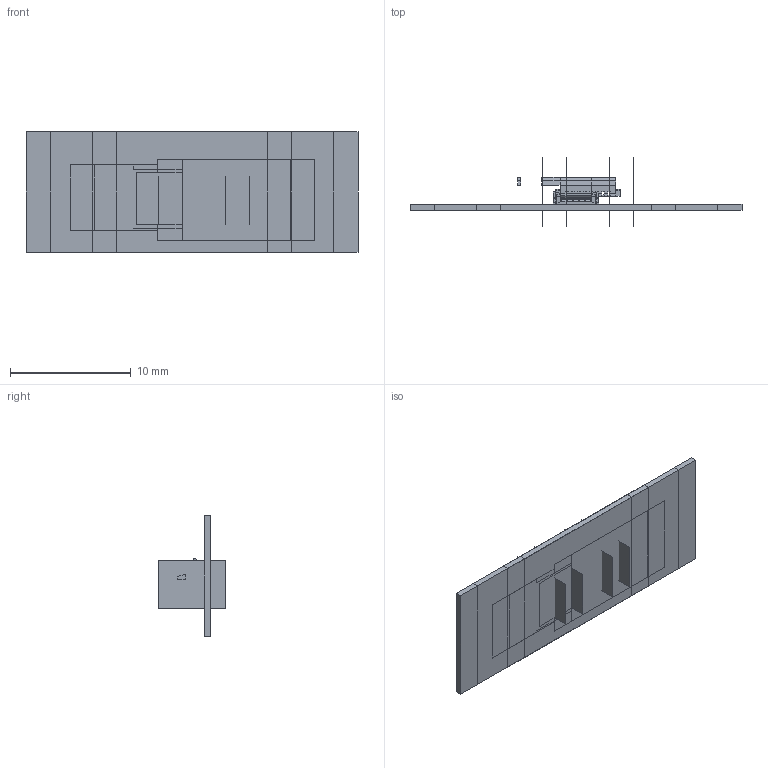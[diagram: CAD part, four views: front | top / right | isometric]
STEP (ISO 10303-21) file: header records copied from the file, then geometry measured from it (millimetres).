
FILE_DESCRIPTION((''),'2;1');
FILE_NAME('FZ26-08BK-62_ASM','2015-07-28T',('PLAWJ-ME'),(''),'PRO/ENGINEER BY PARAMETRIC TECHNOLOGY CORPORATION, 2010280','PRO/ENGINEER BY PARAMETRIC TECHNOLOGY CORPORATION, 2010280','');
FILE_SCHEMA(('AUTOMOTIVE_DESIGN_CC2 { 1 2 10303 214 -1 1 5 2 }'));
Length unit declared in the file: millimetre
Products named in the file (24): MSBR-18; MSBR-17; MSBR-16; MSBR-15; MSBR-14; MSBR-13; MSBR-12; _FZ26-08BK-62; PRT0070_AF0; MANIFOLD_SOLID_BREP_2263; MANIFOLD_SOLID_BREP_2446; PRT0074_AF0_ASM; PRT0075_AF0; PRT0076_AF0; PRT0081_AF0; PRT0068; PRT0088; PRT0089; PRT0090; PRT0086_AF0; PRT0091; ASM0013_ASM_ASM; 2_ASM; FZ26-08BK-62_ASM
Assembly tree (23 placements, depth 5):
  FZ26-08BK-62_ASM
    MSBR-18
    MSBR-17
    MSBR-16
    MSBR-15
    MSBR-14
    MSBR-13
    MSBR-12
    _FZ26-08BK-62
    2_ASM
      ASM0013_ASM_ASM
        PRT0070_AF0
        PRT0074_AF0_ASM
          MANIFOLD_SOLID_BREP_2263
          MANIFOLD_SOLID_BREP_2446
        PRT0075_AF0
        PRT0076_AF0
        PRT0081_AF0
        PRT0068
        PRT0088
        PRT0089
        PRT0090
        PRT0086_AF0
        PRT0091
Bounding box: 27.5 x 5.63 x 10 mm (x, y, z)
Volume: 291.1 mm3; surface area: 1515.7 mm2
Topology: 18 solids, 22 shells, 823 faces, 2456 edges, 1648 vertices
Faces by surface type: plane 684, cylinder 139
Entity records: 31775 total; most frequent: CARTESIAN_POINT 4985, ORIENTED_EDGE 4848, DIRECTION 4615, EDGE_CURVE 2432, VECTOR 2107, LINE 2107, VERTEX_POINT 1624, AXIS2_PLACEMENT_3D 1254
